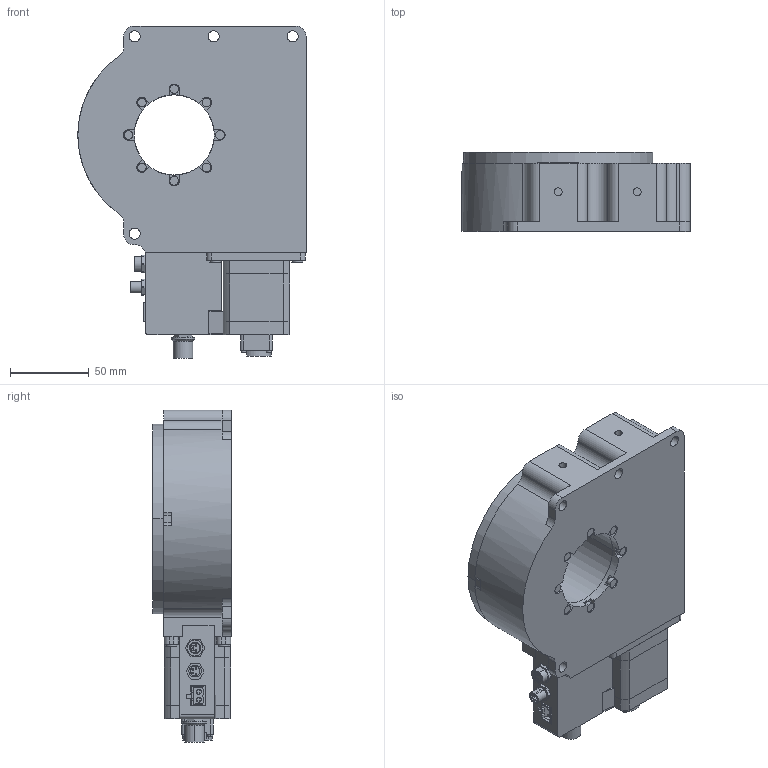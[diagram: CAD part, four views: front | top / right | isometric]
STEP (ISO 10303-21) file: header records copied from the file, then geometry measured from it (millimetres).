
FILE_DESCRIPTION (( 'STEP AP203' ), '1' );
FILE_NAME ('X-RST120xK-E03.step', '2023-05-30T18:47:02', ( '' ), ( '' ), 'SwSTEP 2.0', 'SolidWorks 2019', '' );
FILE_SCHEMA (( 'CONFIG_CONTROL_DESIGN' ));
Length unit declared in the file: millimetre
Products named in the file (4): RST120_top^RST120; X-RST120xK-E03; RST120_base^RST120_X-RST120; NMS17_motor^RST120_RST-E03
Assembly tree (3 placements, depth 2):
  X-RST120xK-E03
    RST120_base^RST120_X-RST120
    RST120_top^RST120
    NMS17_motor^RST120_RST-E03
Bounding box: 144.5 x 50 x 210.24 mm (x, y, z)
Volume: 891881.7 mm3; surface area: 177007.1 mm2
Topology: 46 solids, 46 shells, 769 faces, 1739 edges, 1137 vertices
Faces by surface type: plane 424, cylinder 309, cone 28, torus 8
Entity records: 22079 total; most frequent: DIRECTION 3919, CARTESIAN_POINT 3891, ORIENTED_EDGE 3454, EDGE_CURVE 1727, AXIS2_PLACEMENT_3D 1469, VERTEX_POINT 1137, LINE 981, VECTOR 981
